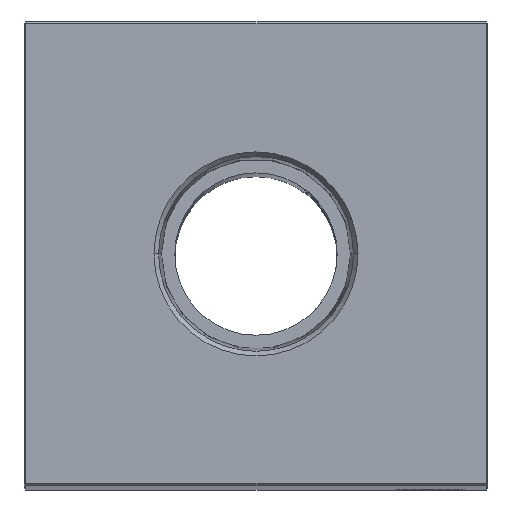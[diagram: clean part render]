
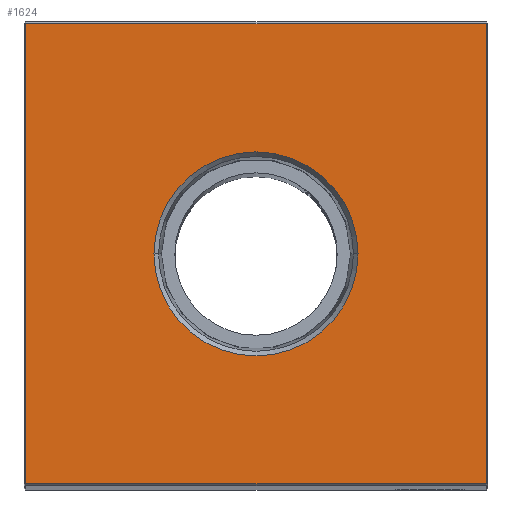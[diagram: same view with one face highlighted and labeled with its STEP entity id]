
A CAD part, top view. The second image highlights one B-rep face of the part: STEP entity #1624.
In plain terms, the highlighted planar face has unit normal (0, 0, 1).
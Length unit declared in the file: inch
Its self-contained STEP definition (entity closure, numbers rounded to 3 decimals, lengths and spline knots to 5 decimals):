
#294 = CIRCLE ( 'NONE', #18929, 0.5499 ) ;
#1624 = ADVANCED_FACE ( 'NONE', ( #9148, #19353 ), #29883, .F. ) ;
#2254 = LINE ( 'NONE', #12386, #24116 ) ;
#2855 = EDGE_LOOP ( 'NONE', ( #23746, #13534, #8535, #13878 ) ) ;
#3068 = CARTESIAN_POINT ( 'NONE',  ( -1.24, 0., 13. ) ) ;
#3398 = DIRECTION ( 'NONE',  ( 0., 0., 1. ) ) ;
#3771 = VERTEX_POINT ( 'NONE', #8351 ) ;
#6986 = DIRECTION ( 'NONE',  ( 1., 0., 0. ) ) ;
#7585 = LINE ( 'NONE', #17761, #33400 ) ;
#8351 = CARTESIAN_POINT ( 'NONE',  ( -0.5499, 0., 13. ) ) ;
#8501 = VERTEX_POINT ( 'NONE', #20056 ) ;
#8535 = ORIENTED_EDGE ( 'NONE', *, *, #21096, .T. ) ;
#9148 = FACE_OUTER_BOUND ( 'NONE', #2855, .T. ) ;
#9309 = ORIENTED_EDGE ( 'NONE', *, *, #10714, .F. ) ;
#9469 = DIRECTION ( 'NONE',  ( 0., 0., -1. ) ) ;
#10303 = CARTESIAN_POINT ( 'NONE',  ( 1.24, -1.24, 13. ) ) ;
#10714 = EDGE_CURVE ( 'NONE', #3771, #30767, #13766, .T. ) ;
#11071 = LINE ( 'NONE', #21358, #14721 ) ;
#11127 = EDGE_CURVE ( 'NONE', #8501, #12207, #2254, .T. ) ;
#12207 = VERTEX_POINT ( 'NONE', #10303 ) ;
#12386 = CARTESIAN_POINT ( 'NONE',  ( 0., -1.24, 13. ) ) ;
#13153 = CARTESIAN_POINT ( 'NONE',  ( 0.5499, 0., 13. ) ) ;
#13204 = DIRECTION ( 'NONE',  ( 0., -1., 0. ) ) ;
#13534 = ORIENTED_EDGE ( 'NONE', *, *, #11127, .T. ) ;
#13536 = DIRECTION ( 'NONE',  ( 1., 0., 0. ) ) ;
#13766 = CIRCLE ( 'NONE', #32810, 0.5499 ) ;
#13878 = ORIENTED_EDGE ( 'NONE', *, *, #20211, .T. ) ;
#14721 = VECTOR ( 'NONE', #31850, 39.37008 ) ;
#17761 = CARTESIAN_POINT ( 'NONE',  ( 0., 1.24, 13. ) ) ;
#17877 = EDGE_CURVE ( 'NONE', #23924, #8501, #17998, .T. ) ;
#17998 = LINE ( 'NONE', #3068, #26510 ) ;
#18929 = AXIS2_PLACEMENT_3D ( 'NONE', #26504, #3398, #13536 ) ;
#19353 = FACE_BOUND ( 'NONE', #31113, .T. ) ;
#19676 = CARTESIAN_POINT ( 'NONE',  ( 0., 0., 13. ) ) ;
#19693 = DIRECTION ( 'NONE',  ( -1., 0., 0. ) ) ;
#20056 = CARTESIAN_POINT ( 'NONE',  ( -1.24, -1.24, 13. ) ) ;
#20211 = EDGE_CURVE ( 'NONE', #22180, #23924, #7585, .T. ) ;
#20967 = AXIS2_PLACEMENT_3D ( 'NONE', #32769, #9469, #19693 ) ;
#21052 = CARTESIAN_POINT ( 'NONE',  ( -1.24, 1.24, 13. ) ) ;
#21096 = EDGE_CURVE ( 'NONE', #12207, #22180, #11071, .T. ) ;
#21358 = CARTESIAN_POINT ( 'NONE',  ( 1.24, 0., 13. ) ) ;
#22180 = VERTEX_POINT ( 'NONE', #23678 ) ;
#22728 = DIRECTION ( 'NONE',  ( 1., 0., 0. ) ) ;
#23678 = CARTESIAN_POINT ( 'NONE',  ( 1.24, 1.24, 13. ) ) ;
#23746 = ORIENTED_EDGE ( 'NONE', *, *, #17877, .T. ) ;
#23924 = VERTEX_POINT ( 'NONE', #21052 ) ;
#24116 = VECTOR ( 'NONE', #22728, 39.37008 ) ;
#26504 = CARTESIAN_POINT ( 'NONE',  ( 0., 0., 13. ) ) ;
#26510 = VECTOR ( 'NONE', #13204, 39.37008 ) ;
#27180 = ORIENTED_EDGE ( 'NONE', *, *, #30678, .F. ) ;
#28273 = DIRECTION ( 'NONE',  ( -1., 0., 0. ) ) ;
#29883 = PLANE ( 'NONE',  #20967 ) ;
#30196 = DIRECTION ( 'NONE',  ( 0., 0., 1. ) ) ;
#30678 = EDGE_CURVE ( 'NONE', #30767, #3771, #294, .T. ) ;
#30767 = VERTEX_POINT ( 'NONE', #13153 ) ;
#31113 = EDGE_LOOP ( 'NONE', ( #27180, #9309 ) ) ;
#31850 = DIRECTION ( 'NONE',  ( 0., 1., 0. ) ) ;
#32769 = CARTESIAN_POINT ( 'NONE',  ( 0., 0., 13. ) ) ;
#32810 = AXIS2_PLACEMENT_3D ( 'NONE', #19676, #30196, #6986 ) ;
#33400 = VECTOR ( 'NONE', #28273, 39.37008 ) ;
